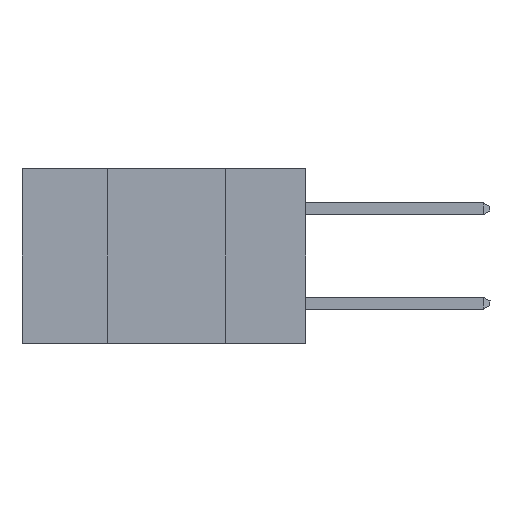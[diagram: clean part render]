
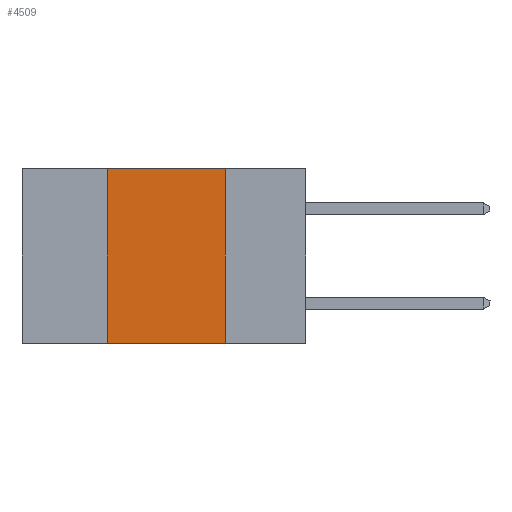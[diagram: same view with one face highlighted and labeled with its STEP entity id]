
A CAD part, left-side view. The second image highlights one B-rep face of the part: STEP entity #4509.
In plain terms, the highlighted planar face has unit normal (-1, 0, 0).
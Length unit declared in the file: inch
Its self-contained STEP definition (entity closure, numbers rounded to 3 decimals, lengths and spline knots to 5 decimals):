
#76 = LINE ( 'NONE', #7679, #4794 ) ;
#400 = CARTESIAN_POINT ( 'NONE',  ( 0., 0.6, -0.37 ) ) ;
#531 = EDGE_LOOP ( 'NONE', ( #15081, #20113, #691, #2530 ) ) ;
#691 = ORIENTED_EDGE ( 'NONE', *, *, #5668, .F. ) ;
#855 = AXIS2_PLACEMENT_3D ( 'NONE', #14720, #12826, #3537 ) ;
#955 = CARTESIAN_POINT ( 'NONE',  ( 0., 0.17, 0. ) ) ;
#1204 = DIRECTION ( 'NONE',  ( 0., 0., 1. ) ) ;
#1274 = CARTESIAN_POINT ( 'NONE',  ( 0., 0.42, 0. ) ) ;
#2277 = DIRECTION ( 'NONE',  ( 0., -1., 0. ) ) ;
#2530 = ORIENTED_EDGE ( 'NONE', *, *, #16351, .T. ) ;
#3036 = CARTESIAN_POINT ( 'NONE',  ( 0., 0.42, 0. ) ) ;
#3537 = DIRECTION ( 'NONE',  ( 0., 0., -1. ) ) ;
#4032 = VECTOR ( 'NONE', #2277, 39.37008 ) ;
#4509 = ADVANCED_FACE ( 'NONE', ( #5316 ), #18296, .F. ) ;
#4794 = VECTOR ( 'NONE', #14950, 39.37008 ) ;
#5316 = FACE_OUTER_BOUND ( 'NONE', #531, .T. ) ;
#5668 = EDGE_CURVE ( 'NONE', #19756, #22124, #7029, .T. ) ;
#6580 = VECTOR ( 'NONE', #10267, 39.37008 ) ;
#7029 = LINE ( 'NONE', #3036, #10805 ) ;
#7509 = VERTEX_POINT ( 'NONE', #9273 ) ;
#7679 = CARTESIAN_POINT ( 'NONE',  ( 0., 0.17, 0. ) ) ;
#8575 = EDGE_CURVE ( 'NONE', #9329, #7509, #76, .T. ) ;
#9273 = CARTESIAN_POINT ( 'NONE',  ( 0., 0.17, -0.37 ) ) ;
#9329 = VERTEX_POINT ( 'NONE', #955 ) ;
#10267 = DIRECTION ( 'NONE',  ( 0., -1., 0. ) ) ;
#10355 = CARTESIAN_POINT ( 'NONE',  ( 0., 0.42, -0.37 ) ) ;
#10805 = VECTOR ( 'NONE', #1204, 39.37008 ) ;
#11801 = EDGE_CURVE ( 'NONE', #22124, #9329, #16248, .T. ) ;
#12826 = DIRECTION ( 'NONE',  ( 1., 0., 0. ) ) ;
#14720 = CARTESIAN_POINT ( 'NONE',  ( 0., 0.6, 0. ) ) ;
#14950 = DIRECTION ( 'NONE',  ( 0., 0., -1. ) ) ;
#15081 = ORIENTED_EDGE ( 'NONE', *, *, #8575, .F. ) ;
#15732 = LINE ( 'NONE', #400, #4032 ) ;
#16248 = LINE ( 'NONE', #23380, #6580 ) ;
#16351 = EDGE_CURVE ( 'NONE', #19756, #7509, #15732, .T. ) ;
#18296 = PLANE ( 'NONE',  #855 ) ;
#19756 = VERTEX_POINT ( 'NONE', #10355 ) ;
#20113 = ORIENTED_EDGE ( 'NONE', *, *, #11801, .F. ) ;
#22124 = VERTEX_POINT ( 'NONE', #1274 ) ;
#23380 = CARTESIAN_POINT ( 'NONE',  ( 0., 0.6, 0. ) ) ;
